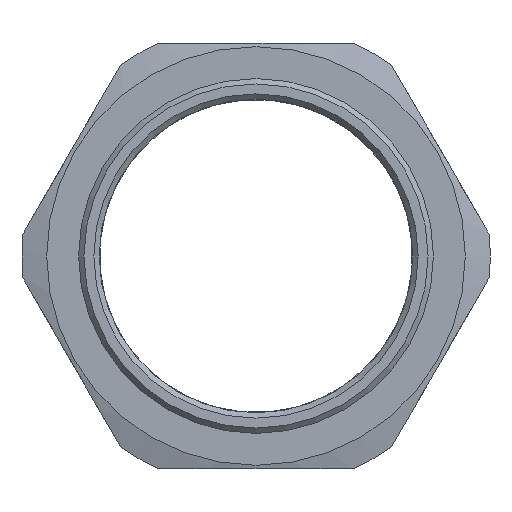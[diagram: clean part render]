
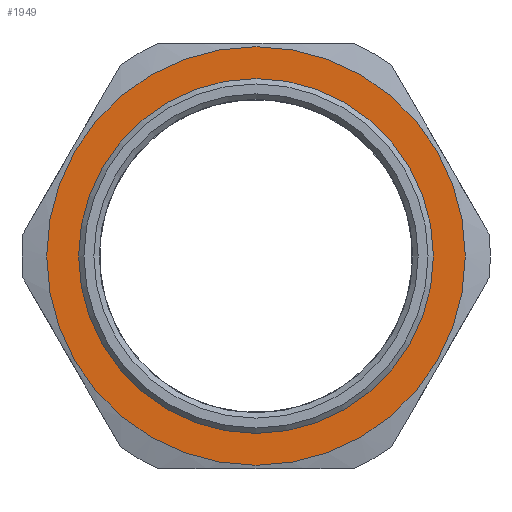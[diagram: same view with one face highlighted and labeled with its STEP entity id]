
A CAD part, left-side view. The second image highlights one B-rep face of the part: STEP entity #1949.
In plain terms, the highlighted planar face has unit normal (-1, 0, 0).
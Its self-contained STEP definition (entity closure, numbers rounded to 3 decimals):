
#372 = EDGE_LOOP ( 'NONE', ( #2186 ) ) ;
#387 = AXIS2_PLACEMENT_3D ( 'NONE', #534, #541, #1644 ) ;
#479 = FACE_OUTER_BOUND ( 'NONE', #372, .T. ) ;
#534 = CARTESIAN_POINT ( 'NONE',  ( 15.3, 0., 0. ) ) ;
#541 = DIRECTION ( 'NONE',  ( 1., 0., 0. ) ) ;
#647 = CARTESIAN_POINT ( 'NONE',  ( 15.3, 0., -29.5 ) ) ;
#675 = DIRECTION ( 'NONE',  ( 1., 0., 0. ) ) ;
#738 = DIRECTION ( 'NONE',  ( 1., 0., 0. ) ) ;
#813 = CIRCLE ( 'NONE', #1909, 29.5 ) ;
#978 = EDGE_CURVE ( 'NONE', #1415, #1415, #813, .T. ) ;
#1050 = CARTESIAN_POINT ( 'NONE',  ( 15.3, 0., 0. ) ) ;
#1243 = DIRECTION ( 'NONE',  ( 0., 0., -1. ) ) ;
#1306 = VERTEX_POINT ( 'NONE', #1771 ) ;
#1415 = VERTEX_POINT ( 'NONE', #647 ) ;
#1487 = EDGE_CURVE ( 'NONE', #1306, #1306, #2173, .T. ) ;
#1602 = CARTESIAN_POINT ( 'NONE',  ( 15.3, 25., 0. ) ) ;
#1639 = ORIENTED_EDGE ( 'NONE', *, *, #1487, .T. ) ;
#1644 = DIRECTION ( 'NONE',  ( 0., 0., -1. ) ) ;
#1771 = CARTESIAN_POINT ( 'NONE',  ( 15.3, 0., -25. ) ) ;
#1808 = EDGE_LOOP ( 'NONE', ( #1639 ) ) ;
#1909 = AXIS2_PLACEMENT_3D ( 'NONE', #1050, #738, #2408 ) ;
#1949 = ADVANCED_FACE ( 'NONE', ( #479, #2080 ), #2171, .F. ) ;
#1999 = AXIS2_PLACEMENT_3D ( 'NONE', #1602, #675, #1243 ) ;
#2080 = FACE_BOUND ( 'NONE', #1808, .T. ) ;
#2171 = PLANE ( 'NONE',  #1999 ) ;
#2173 = CIRCLE ( 'NONE', #387, 25. ) ;
#2186 = ORIENTED_EDGE ( 'NONE', *, *, #978, .F. ) ;
#2408 = DIRECTION ( 'NONE',  ( 0., 0., -1. ) ) ;
